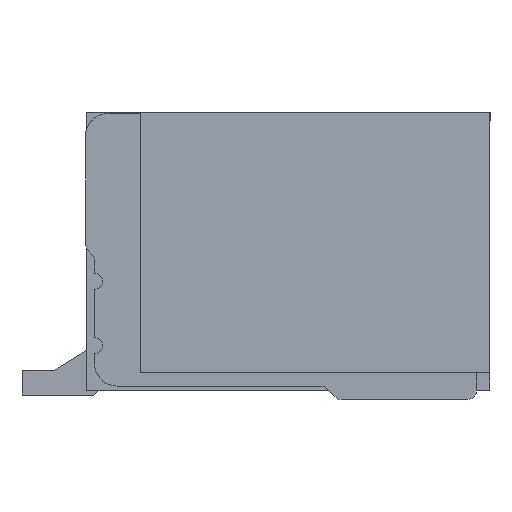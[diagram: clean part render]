
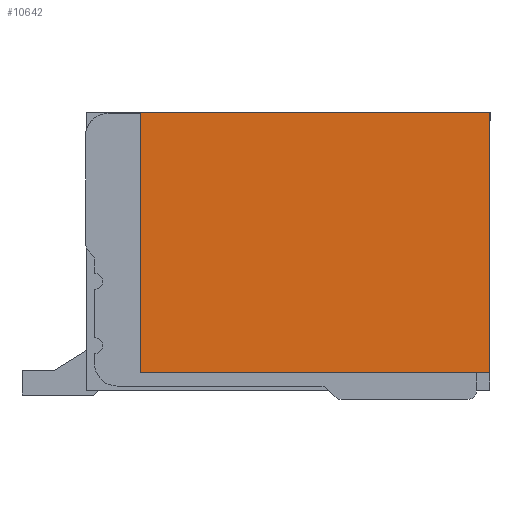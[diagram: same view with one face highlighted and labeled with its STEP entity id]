
A CAD part, left-side view. The second image highlights one B-rep face of the part: STEP entity #10642.
In plain terms, the highlighted planar face has unit normal (-1, 0, 0).
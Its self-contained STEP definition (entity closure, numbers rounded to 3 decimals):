
#1220 = EDGE_CURVE ( 'NONE', #3354, #3408, #13685, .T. ) ;
#1671 = VECTOR ( 'NONE', #6842, 1000. ) ;
#3027 = CARTESIAN_POINT ( 'NONE',  ( -3.05, -1.01, 1.24 ) ) ;
#3326 = DIRECTION ( 'NONE',  ( 0., -1., 0. ) ) ;
#3354 = VERTEX_POINT ( 'NONE', #5753 ) ;
#3408 = VERTEX_POINT ( 'NONE', #17614 ) ;
#3482 = DIRECTION ( 'NONE',  ( 0., 1., 0. ) ) ;
#5124 = LINE ( 'NONE', #3027, #13560 ) ;
#5538 = ORIENTED_EDGE ( 'NONE', *, *, #6780, .T. ) ;
#5753 = CARTESIAN_POINT ( 'NONE',  ( -3.05, 2.89, -1.66 ) ) ;
#6780 = EDGE_CURVE ( 'NONE', #13532, #8532, #15389, .T. ) ;
#6842 = DIRECTION ( 'NONE',  ( 0., 0., 1. ) ) ;
#6871 = CARTESIAN_POINT ( 'NONE',  ( -3.05, -1.01, 1.24 ) ) ;
#8127 = LINE ( 'NONE', #16424, #19259 ) ;
#8532 = VERTEX_POINT ( 'NONE', #6871 ) ;
#8570 = CARTESIAN_POINT ( 'NONE',  ( -3.05, -1.01, -1.66 ) ) ;
#10642 = ADVANCED_FACE ( 'NONE', ( #18977 ), #16618, .F. ) ;
#10749 = ORIENTED_EDGE ( 'NONE', *, *, #17297, .F. ) ;
#12909 = ORIENTED_EDGE ( 'NONE', *, *, #12911, .T. ) ;
#12911 = EDGE_CURVE ( 'NONE', #8532, #3408, #5124, .T. ) ;
#13532 = VERTEX_POINT ( 'NONE', #8570 ) ;
#13560 = VECTOR ( 'NONE', #17538, 1000. ) ;
#13685 = LINE ( 'NONE', #16819, #1671 ) ;
#14120 = ORIENTED_EDGE ( 'NONE', *, *, #1220, .F. ) ;
#15389 = LINE ( 'NONE', #17158, #16990 ) ;
#15598 = DIRECTION ( 'NONE',  ( 0., 0., 1. ) ) ;
#16133 = AXIS2_PLACEMENT_3D ( 'NONE', #20770, #17825, #3326 ) ;
#16424 = CARTESIAN_POINT ( 'NONE',  ( -3.05, -1.595, -1.66 ) ) ;
#16618 = PLANE ( 'NONE',  #16133 ) ;
#16819 = CARTESIAN_POINT ( 'NONE',  ( -3.05, 2.89, -1.86 ) ) ;
#16990 = VECTOR ( 'NONE', #15598, 1000. ) ;
#17158 = CARTESIAN_POINT ( 'NONE',  ( -3.05, -1.01, -1.86 ) ) ;
#17297 = EDGE_CURVE ( 'NONE', #13532, #3354, #8127, .T. ) ;
#17538 = DIRECTION ( 'NONE',  ( 0., 1., 0. ) ) ;
#17614 = CARTESIAN_POINT ( 'NONE',  ( -3.05, 2.89, 1.24 ) ) ;
#17825 = DIRECTION ( 'NONE',  ( 1., 0., 0. ) ) ;
#18977 = FACE_OUTER_BOUND ( 'NONE', #19166, .T. ) ;
#19166 = EDGE_LOOP ( 'NONE', ( #14120, #10749, #5538, #12909 ) ) ;
#19259 = VECTOR ( 'NONE', #3482, 1000. ) ;
#20770 = CARTESIAN_POINT ( 'NONE',  ( -3.05, -1.01, -1.86 ) ) ;
